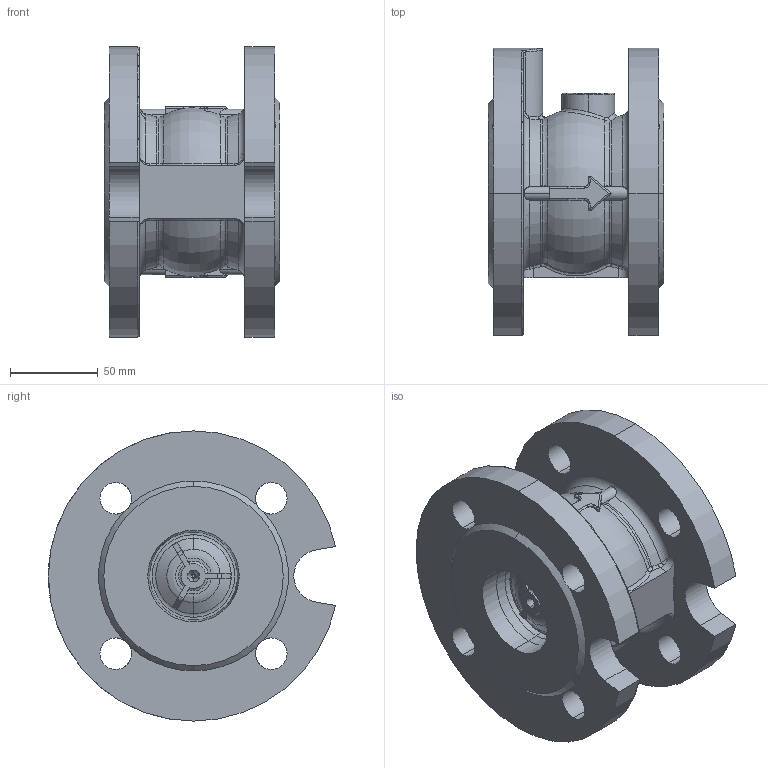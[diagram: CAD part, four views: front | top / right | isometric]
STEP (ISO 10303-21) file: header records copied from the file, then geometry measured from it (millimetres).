
FILE_DESCRIPTION (( 'STEP AP203' ), '1' );
FILE_NAME ('F5.00005016A.STEP', '2012-07-26T08:31:38', ( ' ' ), ( '' ), 'SwSTEP 2.0', 'SolidWorks 2009', '' );
FILE_SCHEMA (( 'CONFIG_CONTROL_DESIGN' ));
Length unit declared in the file: millimetre
Products named in the file (1): F5.00005016A
Bounding box: 100 x 163.28 x 165 mm (x, y, z)
Volume: 818072.9 mm3; surface area: 155339 mm2
Topology: 1 solids, 1 shells, 399 faces, 1058 edges, 652 vertices
Faces by surface type: cylinder 121, torus 98, plane 91, bspline 47, cone 38, sphere 4
Entity records: 19112 total; most frequent: CARTESIAN_POINT 9679, ORIENTED_EDGE 2088, DIRECTION 1894, EDGE_CURVE 1044, AXIS2_PLACEMENT_3D 818, VERTEX_POINT 648, CIRCLE 465, EDGE_LOOP 426
